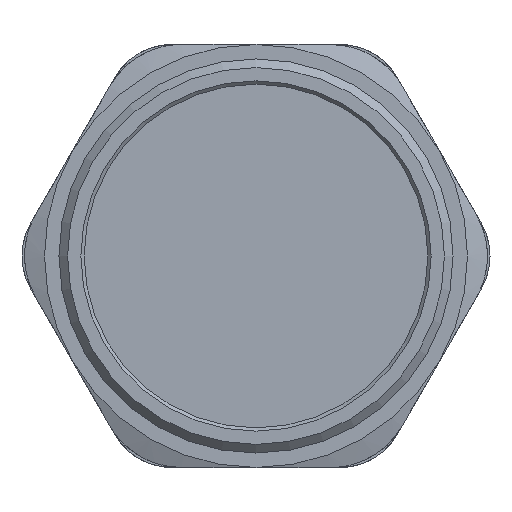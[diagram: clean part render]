
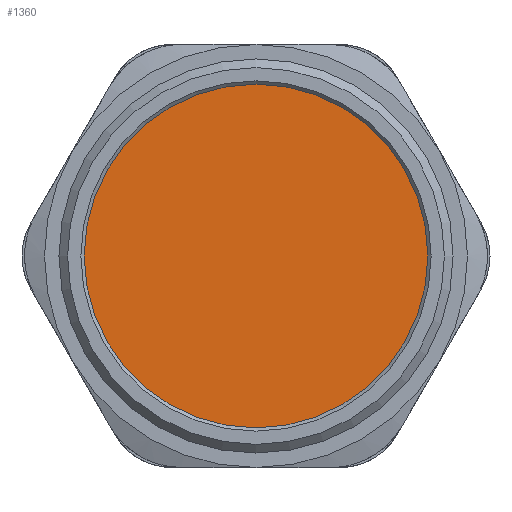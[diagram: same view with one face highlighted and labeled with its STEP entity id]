
A CAD part, front view. The second image highlights one B-rep face of the part: STEP entity #1360.
In plain terms, the highlighted planar face has unit normal (0, -1, 0).
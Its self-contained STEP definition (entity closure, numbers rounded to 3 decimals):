
#155=PLANE('',#1518);
#235=FACE_OUTER_BOUND('',#322,.T.);
#322=EDGE_LOOP('',(#1177));
#447=CIRCLE('',#1410,26.);
#520=VERTEX_POINT('',#2033);
#651=EDGE_CURVE('',#520,#520,#447,.T.);
#1177=ORIENTED_EDGE('',*,*,#651,.F.);
#1360=ADVANCED_FACE('',(#235),#155,.T.);
#1410=AXIS2_PLACEMENT_3D('',#2034,#1582,#1583);
#1518=AXIS2_PLACEMENT_3D('',#2676,#1842,#1843);
#1582=DIRECTION('center_axis',(0.,1.,0.));
#1583=DIRECTION('ref_axis',(-1.,0.,0.));
#1842=DIRECTION('center_axis',(0.,-1.,0.));
#1843=DIRECTION('ref_axis',(0.,0.,-1.));
#2033=CARTESIAN_POINT('',(14.233,-4.554,0.));
#2034=CARTESIAN_POINT('Origin',(-11.767,-4.554,0.));
#2676=CARTESIAN_POINT('Origin',(-11.767,-4.554,0.));
